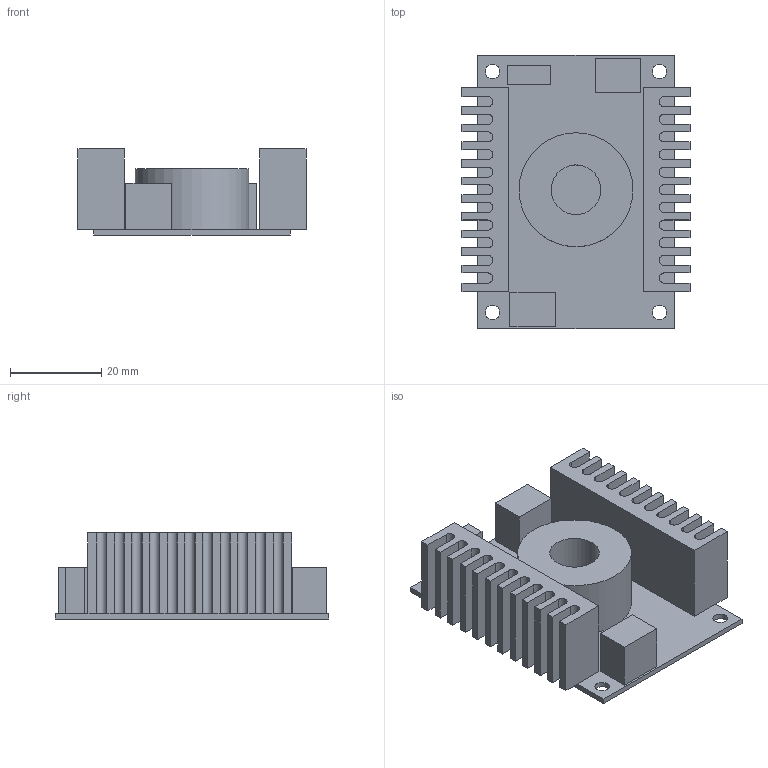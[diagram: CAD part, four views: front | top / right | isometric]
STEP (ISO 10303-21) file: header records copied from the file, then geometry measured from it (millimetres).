
FILE_DESCRIPTION(/* description */ (''),/* implementation_level */ '2;1');
FILE_NAME(/* name */ 'DROK_090483.stp',/* time_stamp */ '2016-05-05T20:14:32-04:00',/* author */ ('CamB'),/* organization */ (''),/* preprocessor_version */ 'ST-DEVELOPER v16.1',/* originating_system */ 'Autodesk Inventor 2016',/* authorisation */ '');
FILE_SCHEMA (('AUTOMOTIVE_DESIGN { 1 0 10303 214 3 1 1 }'));
Length unit declared in the file: millimetre
Products named in the file (1): DROK_090483
Bounding box: 50.02 x 60 x 18.9 mm (x, y, z)
Volume: 20710 mm3; surface area: 16936.5 mm2
Topology: 1 solids, 1 shells, 173 faces, 450 edges, 284 vertices
Faces by surface type: plane 145, cylinder 28
Full cylindrical faces by diameter (mm): 3.17 x4, 10.9 x1, 25 x1
Entity records: 5232 total; most frequent: CARTESIAN_POINT 902, ORIENTED_EDGE 888, DIRECTION 848, EDGE_CURVE 444, LINE 388, VECTOR 388, VERTEX_POINT 284, AXIS2_PLACEMENT_3D 230
